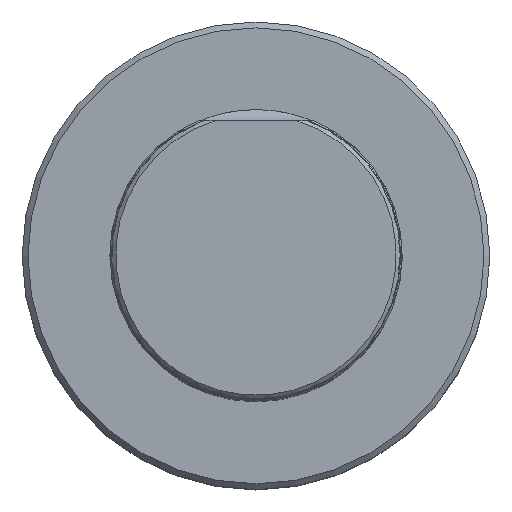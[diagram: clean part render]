
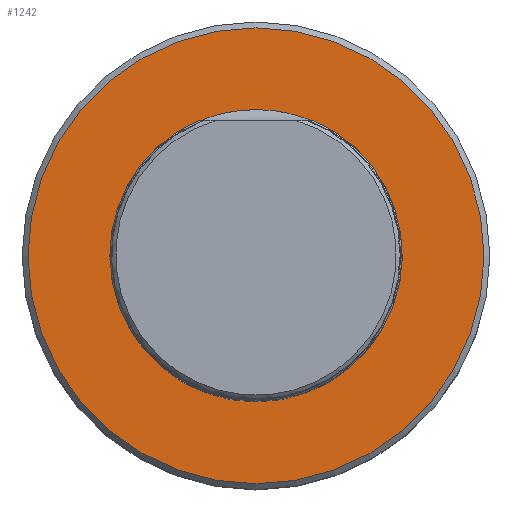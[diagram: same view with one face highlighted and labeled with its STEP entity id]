
A CAD part, top view. The second image highlights one B-rep face of the part: STEP entity #1242.
In plain terms, the highlighted face is planar.
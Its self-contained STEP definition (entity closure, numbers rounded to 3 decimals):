
#326=FACE_BOUND('',#2285,.T.);
#327=FACE_BOUND('',#2286,.T.);
#765=CIRCLE('',#7775,24.996);
#767=CIRCLE('',#7778,39.);
#1242=ADVANCED_FACE('TB_IB_SU_4',(#326,#327),#1635,.T.);
#1635=PLANE('',#7782);
#2285=EDGE_LOOP('',(#3199));
#2286=EDGE_LOOP('',(#3200));
#3199=ORIENTED_EDGE('',*,*,#5765,.T.);
#3200=ORIENTED_EDGE('',*,*,#5763,.T.);
#4990=VERTEX_POINT('',#13927);
#4992=VERTEX_POINT('',#13932);
#5763=EDGE_CURVE('',#4990,#4990,#765,.T.);
#5765=EDGE_CURVE('',#4992,#4992,#767,.T.);
#7775=AXIS2_PLACEMENT_3D('',#13926,#8863,#8864);
#7778=AXIS2_PLACEMENT_3D('',#13931,#8869,#8870);
#7782=AXIS2_PLACEMENT_3D('',#13937,#8877,#8878);
#8863=DIRECTION('',(0.,-1.,0.));
#8864=DIRECTION('',(1.,0.,0.));
#8869=DIRECTION('',(0.,1.,0.));
#8870=DIRECTION('',(0.,0.,1.));
#8877=DIRECTION('',(0.,1.,0.));
#8878=DIRECTION('',(0.,0.,1.));
#13926=CARTESIAN_POINT('',(0.,0.,0.));
#13927=CARTESIAN_POINT('',(24.996,0.,0.));
#13931=CARTESIAN_POINT('',(0.,0.,0.));
#13932=CARTESIAN_POINT('',(0.,0.,39.));
#13937=CARTESIAN_POINT('',(0.,0.,0.));
